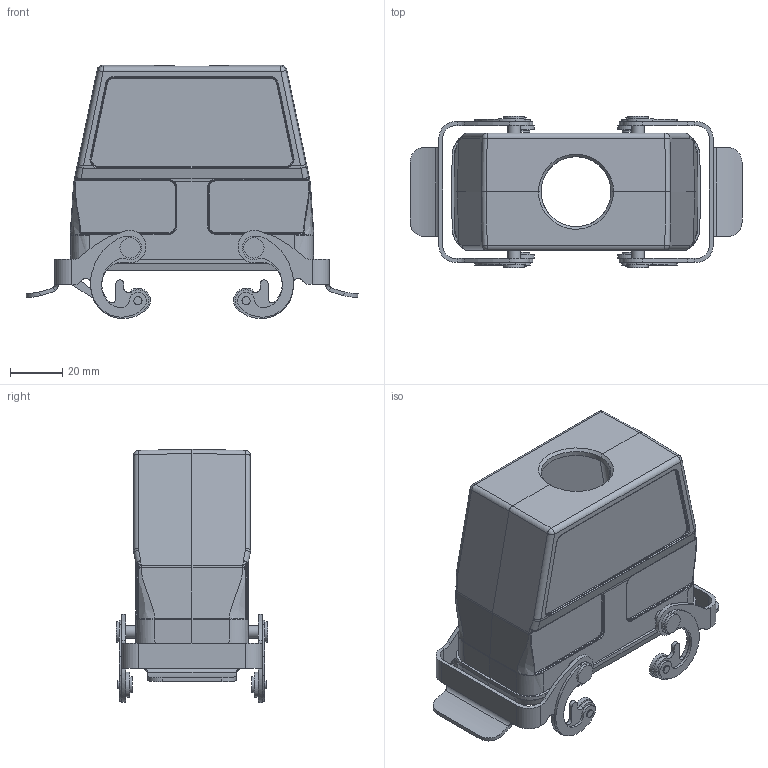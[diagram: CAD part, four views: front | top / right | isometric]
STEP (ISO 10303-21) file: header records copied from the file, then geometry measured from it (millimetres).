
FILE_DESCRIPTION(/* description */ (''),/* implementation_level */ '2;1');
FILE_NAME(/* name */ 'H16B-CCTH-2L&S-XXX.stp',/* time_stamp */ '2023-09-26T15:11:05+08:00',/* author */ (''),/* organization */ (''),/* preprocessor_version */ 'ST-DEVELOPER v16',/* originating_system */ 'SIEMENS PLM Software NX 10.0',/* authorisation */ '');
FILE_SCHEMA (('AUTOMOTIVE_DESIGN { 1 0 10303 214 3 1 1 1 }'));
Length unit declared in the file: millimetre
Products named in the file (1): Admi501CC908kn4w
Bounding box: 127.36 x 58 x 97.12 mm (x, y, z)
Volume: 98384.9 mm3; surface area: 55299.1 mm2
Topology: 1 solids, 1 shells, 670 faces, 1674 edges, 1035 vertices
Faces by surface type: cylinder 308, plane 194, bspline 158, sphere 4, extrusion 4, cone 2
Full cylindrical faces by diameter (mm): 2.4 x4, 3 x4, 3.1 x4, 3.5 x4, 3.9 x8, 4.8 x4, 4.9 x4, 6 x4, 7.8 x4, 9.6 x4, 26.8 x1
Entity records: 25251 total; most frequent: CARTESIAN_POINT 10712, ORIENTED_EDGE 3200, DIRECTION 2745, EDGE_CURVE 1600, AXIS2_PLACEMENT_3D 1073, VERTEX_POINT 1020, EDGE_LOOP 772, ADVANCED_FACE 670
